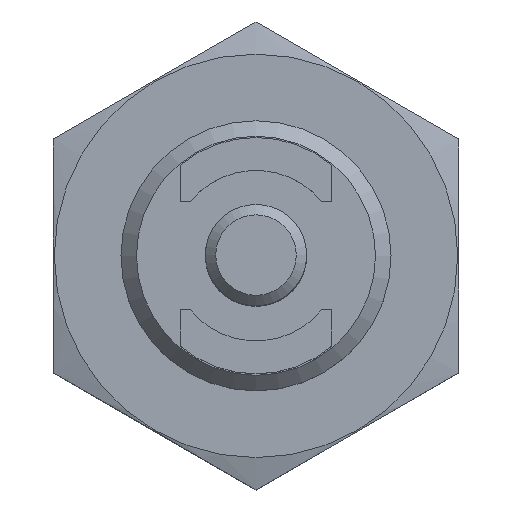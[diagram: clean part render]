
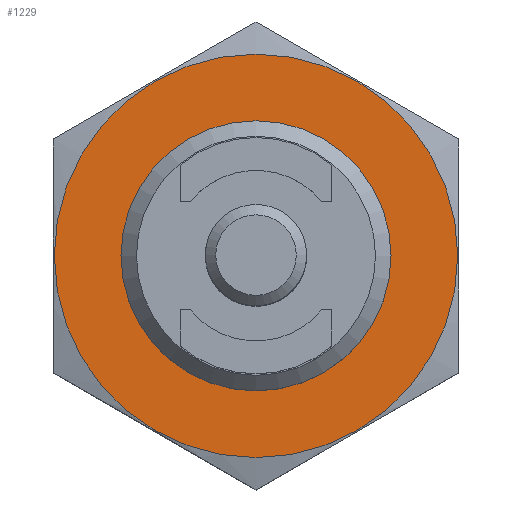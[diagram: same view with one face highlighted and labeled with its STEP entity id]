
A CAD part, top view. The second image highlights one B-rep face of the part: STEP entity #1229.
In plain terms, the highlighted face is planar.
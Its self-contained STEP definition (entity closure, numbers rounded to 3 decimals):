
#221=PLANE('',#1407);
#545=ORIENTED_EDGE('',*,*,#710,.F.);
#546=ORIENTED_EDGE('',*,*,#711,.T.);
#710=EDGE_CURVE('',#826,#826,#886,.T.);
#711=EDGE_CURVE('',#827,#827,#887,.T.);
#826=VERTEX_POINT('',#2253);
#827=VERTEX_POINT('',#2255);
#886=CIRCLE('',#1408,8.);
#887=CIRCLE('',#1409,11.95);
#1000=EDGE_LOOP('',(#545));
#1001=EDGE_LOOP('',(#546));
#1122=FACE_BOUND('',#1000,.T.);
#1123=FACE_BOUND('',#1001,.T.);
#1229=ADVANCED_FACE('',(#1122,#1123),#221,.F.);
#1407=AXIS2_PLACEMENT_3D('',#2251,#1751,#1752);
#1408=AXIS2_PLACEMENT_3D('',#2252,#1753,#1754);
#1409=AXIS2_PLACEMENT_3D('',#2254,#1755,#1756);
#1751=DIRECTION('',(0.,1.,0.));
#1752=DIRECTION('',(0.,0.,1.));
#1753=DIRECTION('',(0.,-1.,0.));
#1754=DIRECTION('',(0.,0.,-1.));
#1755=DIRECTION('',(0.,-1.,0.));
#1756=DIRECTION('',(0.,0.,-1.));
#2251=CARTESIAN_POINT('',(11.95,-8.,0.));
#2252=CARTESIAN_POINT('',(0.,-8.,0.));
#2253=CARTESIAN_POINT('',(0.,-8.,-8.));
#2254=CARTESIAN_POINT('',(0.,-8.,0.));
#2255=CARTESIAN_POINT('',(0.,-8.,-11.95));
